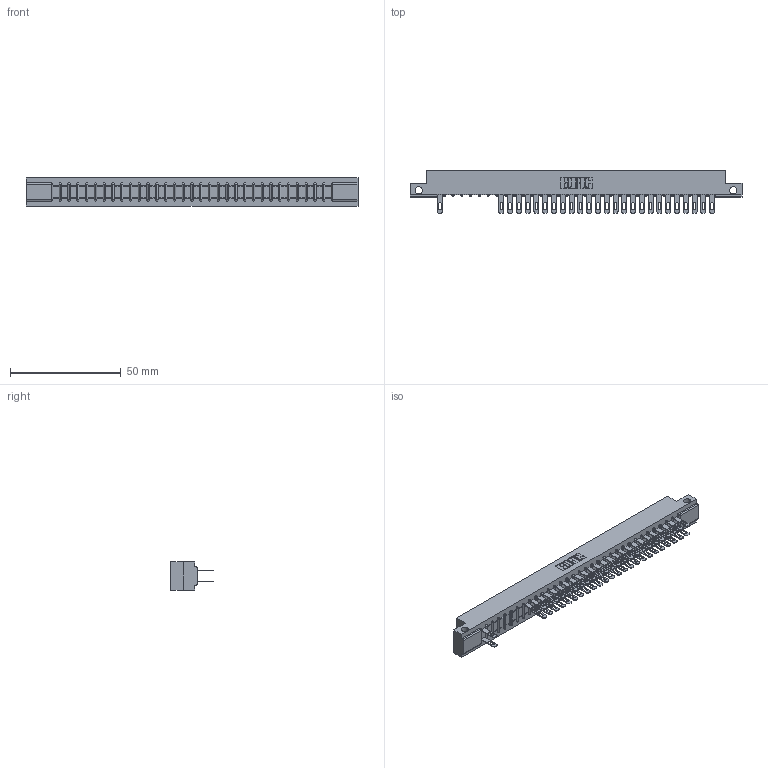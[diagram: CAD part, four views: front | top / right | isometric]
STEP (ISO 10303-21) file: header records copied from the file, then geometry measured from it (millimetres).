
FILE_DESCRIPTION (( 'STEP AP203' ), '1' );
FILE_NAME ('307-064-500-212.STEP', '2018-08-06T09:52:14', ( '' ), ( '' ), 'SwSTEP 2.0', 'SolidWorks 2016', '' );
FILE_SCHEMA (( 'CONFIG_CONTROL_DESIGN' ));
Length unit declared in the file: inch
Products named in the file (3): 307 Part_.128 Dia Side Mounting Holes; 307-290-001_500; 307-064-500-212
Assembly tree (52 placements, depth 2):
  307-064-500-212
    307 Part_.128 Dia Side Mounting Holes
    307-290-001_500  x51
Bounding box: 149.81 x 19.18 x 12.7 mm (x, y, z)
Volume: 15695.3 mm3; surface area: 18694.1 mm2
Topology: 52 solids, 52 shells, 2627 faces, 7369 edges, 4754 vertices
Faces by surface type: plane 1678, cylinder 883, sphere 66
Entity records: 29250 total; most frequent: CARTESIAN_POINT 4839, ORIENTED_EDGE 4806, DIRECTION 4733, EDGE_CURVE 2403, VECTOR 1837, LINE 1837, VERTEX_POINT 1554, AXIS2_PLACEMENT_3D 1448
